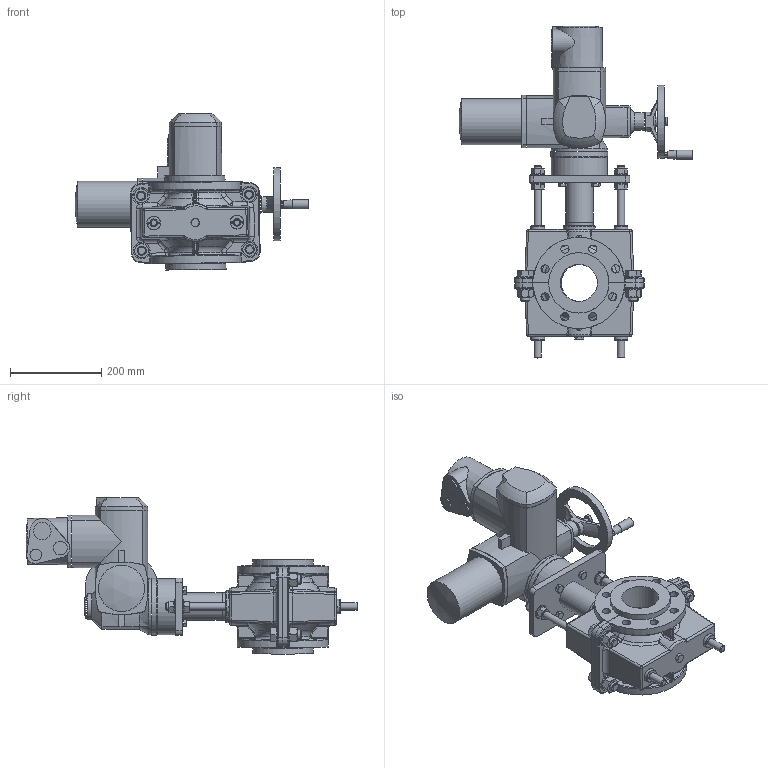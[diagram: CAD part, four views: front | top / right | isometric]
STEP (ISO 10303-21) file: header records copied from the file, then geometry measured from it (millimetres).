
FILE_DESCRIPTION((''),'2;1');
FILE_NAME('BE80EA10-XX3.stp','2016-10-20T11:24:33',('niko.tikander'),(''),'Autodesk Inventor 2011','Autodesk Inventor 2011','');
FILE_SCHEMA(('CONFIG_CONTROL_DESIGN'));
Length unit declared in the file: inch
Products named in the file (1): BE80EA10-XX3_Shrinkwrap_1
Bounding box: 511.98 x 726.33 x 341.54 mm (x, y, z)
Surface area: 929506.9 mm2 (no closed solid volume)
Topology: 0 solids, 97 shells, 691 faces, 2100 edges, 1387 vertices
Faces by surface type: plane 257, cylinder 212, bspline 125, cone 42, torus 36, sphere 19
Full cylindrical faces by diameter (mm): 4 x2, 6 x3, 8 x2, 10 x1, 16 x5, 18 x16, 19 x2, 20 x6, 24.1 x4, 25 x1, 26 x4, 26.441 x1, 30 x9, 34 x1, 36.5 x8, 38.3 x1, 50 x1, 56 x1, 60 x2, 60.3 x1, 70 x1, 81 x2, 101 x1, 123 x2, 125 x1, 132 x2, 160 x1
Entity records: 37625 total; most frequent: CARTESIAN_POINT 20027, DIRECTION 3379, ORIENTED_EDGE 3159, EDGE_CURVE 1990, AXIS2_PLACEMENT_3D 1425, VERTEX_POINT 1375, EDGE_LOOP 896, CIRCLE 813
